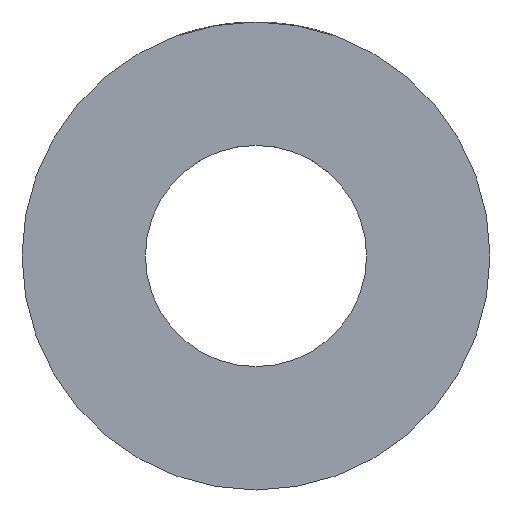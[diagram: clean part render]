
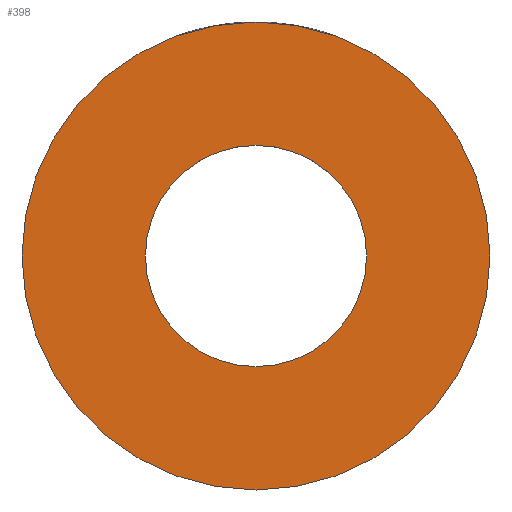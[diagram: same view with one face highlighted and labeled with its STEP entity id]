
A CAD part, front view. The second image highlights one B-rep face of the part: STEP entity #398.
In plain terms, the highlighted planar face has unit normal (0, -1, 0).
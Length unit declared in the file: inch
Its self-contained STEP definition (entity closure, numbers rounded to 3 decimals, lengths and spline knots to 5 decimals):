
#102 = CARTESIAN_POINT ( 'NONE',  ( 0., 0., -0.11811 ) ) ;
#136 = DIRECTION ( 'NONE',  ( 0., 0., -1. ) ) ;
#155 = CIRCLE ( 'NONE', #301, 0.24985 ) ;
#172 = CIRCLE ( 'NONE', #347, 0.24985 ) ;
#187 = CIRCLE ( 'NONE', #376, 0.11811 ) ;
#199 = CIRCLE ( 'NONE', #388, 0.11811 ) ;
#207 = DIRECTION ( 'NONE',  ( 0., 0., 1. ) ) ;
#208 = DIRECTION ( 'NONE',  ( 0., 1., 0. ) ) ;
#210 = CARTESIAN_POINT ( 'NONE',  ( 0., 0., 0. ) ) ;
#214 = CARTESIAN_POINT ( 'NONE',  ( 0., 0., 0.24985 ) ) ;
#215 = FACE_OUTER_BOUND ( 'NONE', #676, .T. ) ;
#224 = FACE_BOUND ( 'NONE', #614, .T. ) ;
#225 = DIRECTION ( 'NONE',  ( 0., 0., 1. ) ) ;
#227 = DIRECTION ( 'NONE',  ( 0., 1., 0. ) ) ;
#230 = CARTESIAN_POINT ( 'NONE',  ( 0., 0., 0. ) ) ;
#250 = CARTESIAN_POINT ( 'NONE',  ( 0., 0., 0.11811 ) ) ;
#284 = ORIENTED_EDGE ( 'NONE', *, *, #640, .F. ) ;
#301 = AXIS2_PLACEMENT_3D ( 'NONE', #210, #208, #207 ) ;
#306 = VERTEX_POINT ( 'NONE', #102 ) ;
#324 = DIRECTION ( 'NONE',  ( 0., -1., 0. ) ) ;
#329 = ORIENTED_EDGE ( 'NONE', *, *, #615, .F. ) ;
#347 = AXIS2_PLACEMENT_3D ( 'NONE', #230, #227, #225 ) ;
#359 = DIRECTION ( 'NONE',  ( 0., -1., 0. ) ) ;
#376 = AXIS2_PLACEMENT_3D ( 'NONE', #393, #324, #136 ) ;
#388 = AXIS2_PLACEMENT_3D ( 'NONE', #457, #359, #400 ) ;
#393 = CARTESIAN_POINT ( 'NONE',  ( 0., 0., 0. ) ) ;
#398 = ADVANCED_FACE ( 'NONE', ( #224, #215 ), #575, .F. ) ;
#400 = DIRECTION ( 'NONE',  ( 0., 0., -1. ) ) ;
#408 = VERTEX_POINT ( 'NONE', #566 ) ;
#409 = AXIS2_PLACEMENT_3D ( 'NONE', #577, #586, #571 ) ;
#416 = ORIENTED_EDGE ( 'NONE', *, *, #551, .F. ) ;
#457 = CARTESIAN_POINT ( 'NONE',  ( 0., 0., 0. ) ) ;
#487 = EDGE_CURVE ( 'NONE', #306, #595, #199, .T. ) ;
#504 = ORIENTED_EDGE ( 'NONE', *, *, #487, .F. ) ;
#551 = EDGE_CURVE ( 'NONE', #595, #306, #187, .T. ) ;
#566 = CARTESIAN_POINT ( 'NONE',  ( 0., 0., -0.24985 ) ) ;
#571 = DIRECTION ( 'NONE',  ( 0., 0., 1. ) ) ;
#575 = PLANE ( 'NONE',  #409 ) ;
#577 = CARTESIAN_POINT ( 'NONE',  ( 0., 0., 0. ) ) ;
#586 = DIRECTION ( 'NONE',  ( 0., 1., 0. ) ) ;
#595 = VERTEX_POINT ( 'NONE', #250 ) ;
#614 = EDGE_LOOP ( 'NONE', ( #416, #504 ) ) ;
#615 = EDGE_CURVE ( 'NONE', #635, #408, #172, .T. ) ;
#635 = VERTEX_POINT ( 'NONE', #214 ) ;
#640 = EDGE_CURVE ( 'NONE', #408, #635, #155, .T. ) ;
#676 = EDGE_LOOP ( 'NONE', ( #284, #329 ) ) ;
